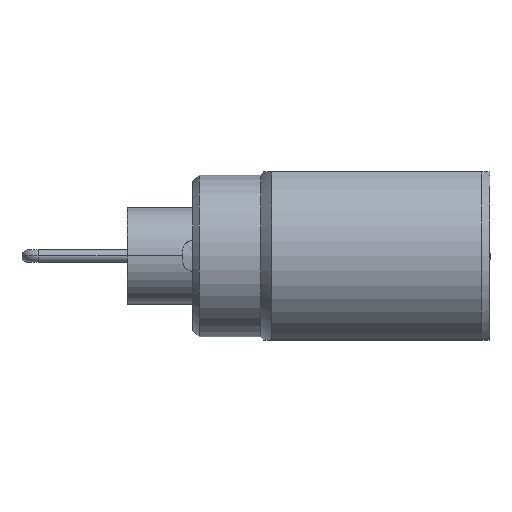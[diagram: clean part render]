
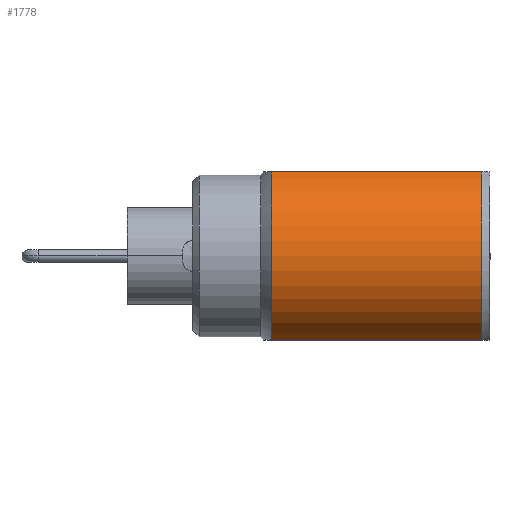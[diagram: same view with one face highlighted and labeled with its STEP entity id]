
A CAD part, top view. The second image highlights one B-rep face of the part: STEP entity #1778.
In plain terms, the highlighted cylindrical face has radius 4.5 mm (diameter 9 mm), a partial arc.
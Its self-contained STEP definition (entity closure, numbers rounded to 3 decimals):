
#1547=CARTESIAN_POINT('',(10.62,-4.1,8.105));
#1548=VERTEX_POINT('',#1547);
#1562=CARTESIAN_POINT('',(10.62,4.1,8.105));
#1563=VERTEX_POINT('',#1562);
#1564=CARTESIAN_POINT('',(10.62,0.,6.25));
#1565=DIRECTION('',(1.0,0.0,0.0));
#1566=DIRECTION('',(0.0,1.0,0.0));
#1567=AXIS2_PLACEMENT_3D('',#1564,#1565,#1566);
#1568=CIRCLE('',#1567,4.5);
#1569=EDGE_CURVE('',#1563,#1548,#1568,.T.);
#1622=CARTESIAN_POINT('',(20.87,-4.1,8.105));
#1623=VERTEX_POINT('',#1622);
#1639=CARTESIAN_POINT('',(10.62,-4.1,8.105));
#1640=DIRECTION('',(1.0,0.0,0.0));
#1641=VECTOR('',#1640,10.25);
#1642=LINE('',#1639,#1641);
#1643=EDGE_CURVE('',#1548,#1623,#1642,.T.);
#1701=CARTESIAN_POINT('',(20.87,4.1,8.105));
#1702=VERTEX_POINT('',#1701);
#1703=CARTESIAN_POINT('',(20.87,4.1,8.105));
#1704=DIRECTION('',(-1.0,0.0,0.0));
#1705=VECTOR('',#1704,10.25);
#1706=LINE('',#1703,#1705);
#1707=EDGE_CURVE('',#1702,#1563,#1706,.T.);
#1761=CARTESIAN_POINT('',(10.108,0.,6.25));
#1762=DIRECTION('',(1.0,0.,0.));
#1763=DIRECTION('',(0.0,1.0,0.0));
#1764=AXIS2_PLACEMENT_3D('',#1761,#1762,#1763);
#1765=CYLINDRICAL_SURFACE('',#1764,4.5);
#1766=ORIENTED_EDGE('',*,*,#1643,.T.);
#1767=CARTESIAN_POINT('',(20.87,0.,6.25));
#1768=DIRECTION('',(1.0,0.0,0.0));
#1769=DIRECTION('',(0.0,1.0,0.0));
#1770=AXIS2_PLACEMENT_3D('',#1767,#1768,#1769);
#1771=CIRCLE('',#1770,4.5);
#1772=EDGE_CURVE('',#1702,#1623,#1771,.T.);
#1773=ORIENTED_EDGE('',*,*,#1772,.F.);
#1774=ORIENTED_EDGE('',*,*,#1707,.T.);
#1775=ORIENTED_EDGE('',*,*,#1569,.T.);
#1776=EDGE_LOOP('',(#1766,#1773,#1774,#1775));
#1777=FACE_OUTER_BOUND('',#1776,.T.);
#1778=ADVANCED_FACE('',(#1777),#1765,.T.);
